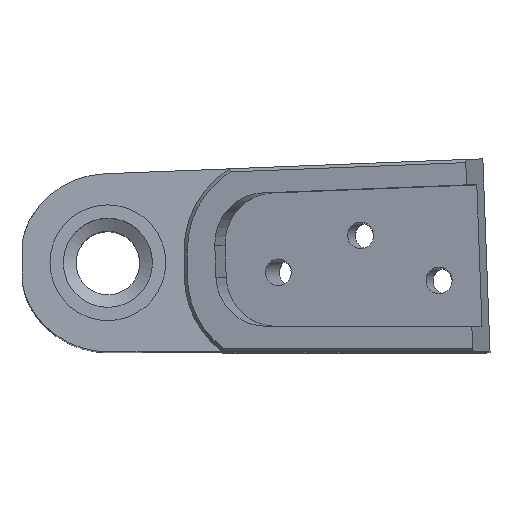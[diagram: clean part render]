
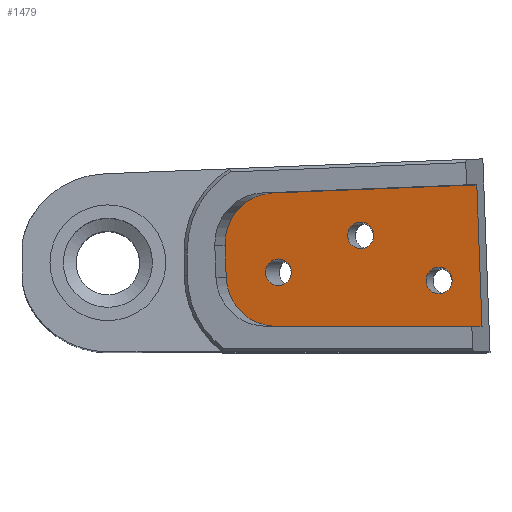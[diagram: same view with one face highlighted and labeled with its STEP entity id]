
A CAD part, top view. The second image highlights one B-rep face of the part: STEP entity #1479.
In plain terms, the highlighted planar face has unit normal (-0.23, 0, 0.973).
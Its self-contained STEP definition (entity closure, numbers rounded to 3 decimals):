
#83=FACE_BOUND('',#280,.T.);
#84=FACE_BOUND('',#281,.T.);
#85=FACE_BOUND('',#282,.T.);
#118=PLANE('',#1617);
#192=FACE_OUTER_BOUND('',#279,.T.);
#279=EDGE_LOOP('',(#1302,#1303,#1304,#1305,#1306,#1307));
#280=EDGE_LOOP('',(#1308));
#281=EDGE_LOOP('',(#1309));
#282=EDGE_LOOP('',(#1310));
#396=LINE('',#3494,#515);
#401=LINE('',#3507,#520);
#405=LINE('',#3519,#524);
#406=LINE('',#3521,#525);
#515=VECTOR('',#1938,10.);
#520=VECTOR('',#1951,10.);
#524=VECTOR('',#1963,10.);
#525=VECTOR('',#1966,10.);
#574=CIRCLE('',#1603,2.1);
#575=CIRCLE('',#1605,2.1);
#576=CIRCLE('',#1607,2.1);
#578=CIRCLE('',#1611,8.);
#580=CIRCLE('',#1615,8.);
#704=VERTEX_POINT('',#3187);
#707=VERTEX_POINT('',#3235);
#710=VERTEX_POINT('',#3372);
#715=VERTEX_POINT('',#3491);
#716=VERTEX_POINT('',#3493);
#718=VERTEX_POINT('',#3499);
#720=VERTEX_POINT('',#3505);
#722=VERTEX_POINT('',#3511);
#724=VERTEX_POINT('',#3517);
#904=EDGE_CURVE('',#704,#704,#574,.T.);
#908=EDGE_CURVE('',#707,#707,#575,.T.);
#912=EDGE_CURVE('',#710,#710,#576,.T.);
#918=EDGE_CURVE('',#715,#716,#396,.T.);
#922=EDGE_CURVE('',#718,#715,#578,.T.);
#925=EDGE_CURVE('',#720,#718,#401,.T.);
#928=EDGE_CURVE('',#722,#720,#580,.T.);
#931=EDGE_CURVE('',#724,#722,#405,.T.);
#932=EDGE_CURVE('',#716,#724,#406,.T.);
#1302=ORIENTED_EDGE('',*,*,#932,.F.);
#1303=ORIENTED_EDGE('',*,*,#918,.F.);
#1304=ORIENTED_EDGE('',*,*,#922,.F.);
#1305=ORIENTED_EDGE('',*,*,#925,.F.);
#1306=ORIENTED_EDGE('',*,*,#928,.F.);
#1307=ORIENTED_EDGE('',*,*,#931,.F.);
#1308=ORIENTED_EDGE('',*,*,#904,.T.);
#1309=ORIENTED_EDGE('',*,*,#908,.T.);
#1310=ORIENTED_EDGE('',*,*,#912,.T.);
#1479=ADVANCED_FACE('',(#192,#83,#84,#85),#118,.T.);
#1603=AXIS2_PLACEMENT_3D('',#3188,#1921,#1922);
#1605=AXIS2_PLACEMENT_3D('',#3236,#1926,#1927);
#1607=AXIS2_PLACEMENT_3D('',#3373,#1931,#1932);
#1611=AXIS2_PLACEMENT_3D('',#3501,#1945,#1946);
#1615=AXIS2_PLACEMENT_3D('',#3513,#1957,#1958);
#1617=AXIS2_PLACEMENT_3D('',#3520,#1964,#1965);
#1921=DIRECTION('center_axis',(0.23,0.,-0.973));
#1922=DIRECTION('ref_axis',(0.973,0.,0.23));
#1926=DIRECTION('center_axis',(0.23,0.,-0.973));
#1927=DIRECTION('ref_axis',(0.973,0.,0.23));
#1931=DIRECTION('center_axis',(0.23,0.,-0.973));
#1932=DIRECTION('ref_axis',(0.973,0.,0.23));
#1938=DIRECTION('',(0.973,0.038,0.229));
#1945=DIRECTION('center_axis',(0.23,0.,-0.973));
#1946=DIRECTION('ref_axis',(-0.037,0.999,-0.009));
#1951=DIRECTION('',(-0.037,0.999,-0.009));
#1957=DIRECTION('center_axis',(0.23,0.,-0.973));
#1958=DIRECTION('ref_axis',(-0.973,-0.038,-0.229));
#1963=DIRECTION('',(-0.973,0.,-0.23));
#1964=DIRECTION('center_axis',(-0.23,0.,0.973));
#1965=DIRECTION('ref_axis',(0.973,0.,0.23));
#1966=DIRECTION('',(0.037,-0.999,0.009));
#3187=CARTESIAN_POINT('',(37.704,4.282,56.925));
#3188=CARTESIAN_POINT('Origin',(39.748,4.282,57.407));
#3235=CARTESIAN_POINT('',(24.758,-1.515,53.872));
#3236=CARTESIAN_POINT('Origin',(26.802,-1.515,54.354));
#3372=CARTESIAN_POINT('',(50.029,-2.8,59.831));
#3373=CARTESIAN_POINT('Origin',(52.073,-2.8,60.313));
#3491=CARTESIAN_POINT('',(25.902,10.956,54.141));
#3493=CARTESIAN_POINT('',(57.998,12.209,61.711));
#3494=CARTESIAN_POINT('',(63.829,12.437,63.086));
#3499=CARTESIAN_POINT('',(18.417,2.658,52.376));
#3501=CARTESIAN_POINT('Origin',(26.198,2.962,54.211));
#3505=CARTESIAN_POINT('',(18.6,-2.304,52.419));
#3507=CARTESIAN_POINT('',(18.417,2.658,52.376));
#3511=CARTESIAN_POINT('',(26.381,-10.,54.254));
#3513=CARTESIAN_POINT('Origin',(26.381,-2.,54.254));
#3517=CARTESIAN_POINT('',(58.819,-10.,61.904));
#3519=CARTESIAN_POINT('',(26.381,-10.,54.254));
#3520=CARTESIAN_POINT('Origin',(26.802,-1.515,54.354));
#3521=CARTESIAN_POINT('',(58.111,9.152,61.737));
